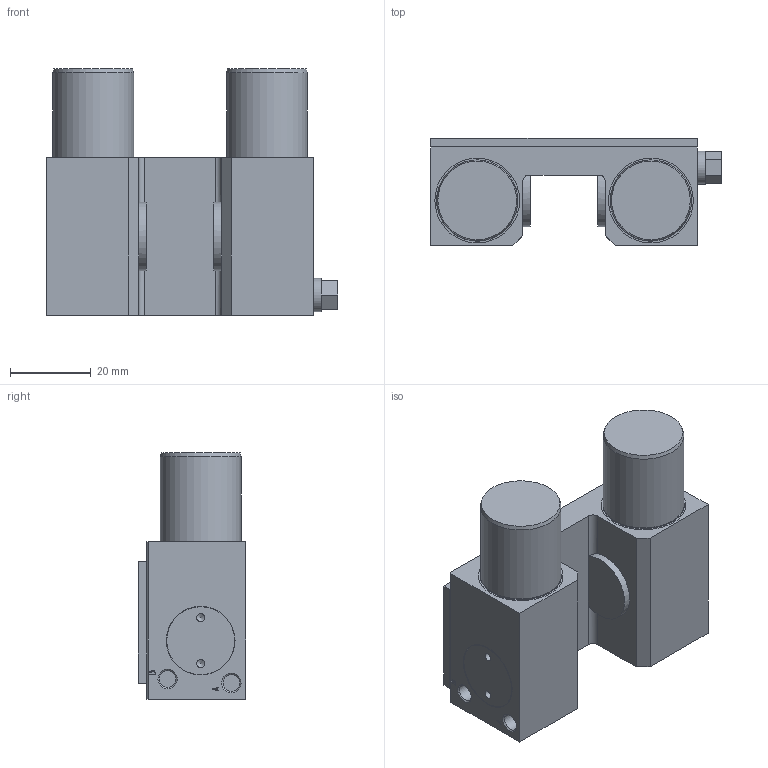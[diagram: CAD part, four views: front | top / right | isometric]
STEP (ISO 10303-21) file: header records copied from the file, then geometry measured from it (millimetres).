
FILE_DESCRIPTION( ( 'STEP AP203' ), '1' );
FILE_NAME( 'MKS2014D-PMK20-2-A-CPCHRC(HRU)-HRC-FL-20.stp', '2021-04-16T07:23:26', ( 'License CC BY-ND 4.0' ), ( 'CADENAS' ), ' ', 'PARTsolutions', ' ' );
FILE_SCHEMA( ( 'CONFIG_CONTROL_DESIGN' ) );
Length unit declared in the file: millimetre
Products named in the file (5): MKS2014D-PMK20-2-A-CPCHRC(HRU)-HRC-FL-20; _Gehaeuse_MKS 2014D 80.05; _Luftfilter 6 7; _Deckel MKS 20; _PMK20-2-A
Assembly tree (5 placements, depth 2):
  MKS2014D-PMK20-2-A-CPCHRC(HRU)-HRC-FL-20
    _Gehaeuse_MKS 2014D 80.05
    _Luftfilter 6 7
    _Deckel MKS 20  x2
    _PMK20-2-A
Bounding box: 72.1 x 26.5 x 61 mm (x, y, z)
Volume: 59727.2 mm3; surface area: 22675.3 mm2
Topology: 5 solids, 5 shells, 180 faces, 413 edges, 274 vertices
Faces by surface type: plane 107, cylinder 49, cone 22, torus 2
Full cylindrical faces by diameter (mm): 2 x8, 4.134 x8, 6.5 x4, 8.2 x1, 16 x2, 16.8 x2, 17 x2, 19.8 x2, 20 x4, 21 x2
Entity records: 4588 total; most frequent: CARTESIAN_POINT 791, DIRECTION 762, ORIENTED_EDGE 632, EDGE_CURVE 316, AXIS2_PLACEMENT_3D 275, EDGE_LOOP 258, VERTEX_POINT 244, LINE 212
